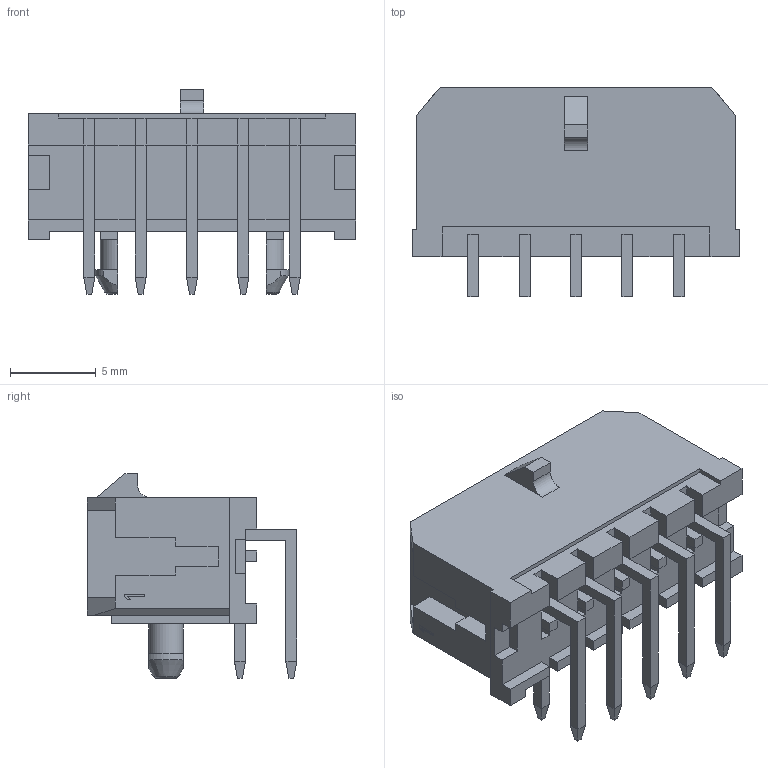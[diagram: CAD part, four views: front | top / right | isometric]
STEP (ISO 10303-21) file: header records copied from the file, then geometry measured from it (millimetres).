
FILE_DESCRIPTION(('FreeCAD Model'),'2;1');
FILE_NAME('Open CASCADE Shape Model','2022-02-12T21:29:17',( 'kicad StepUp'),('ksu MCAD'),'Open CASCADE STEP processor 7.5', 'FreeCAD','Unknown');
FILE_SCHEMA(('AUTOMOTIVE_DESIGN { 1 0 10303 214 1 1 1 1 }'));
Length unit declared in the file: millimetre
Products named in the file (1): Molex_Micro-Fit_3.0_43045-1000_2x05_P3.00mm_Horizontal
Bounding box: 19.15 x 12.24 x 11.95 mm (x, y, z)
Volume: 793.5 mm3; surface area: 1847.5 mm2
Topology: 1 solids, 1 shells, 463 faces, 1172 edges, 735 vertices
Faces by surface type: plane 454, cylinder 5, cone 2, torus 2
Entity records: 16751 total; most frequent: CARTESIAN_POINT 2411, ORIENTED_EDGE 2344, DIRECTION 2116, EDGE_CURVE 1172, LINE 1148, VECTOR 1148, VERTEX_POINT 735, FACE_BOUND 487
